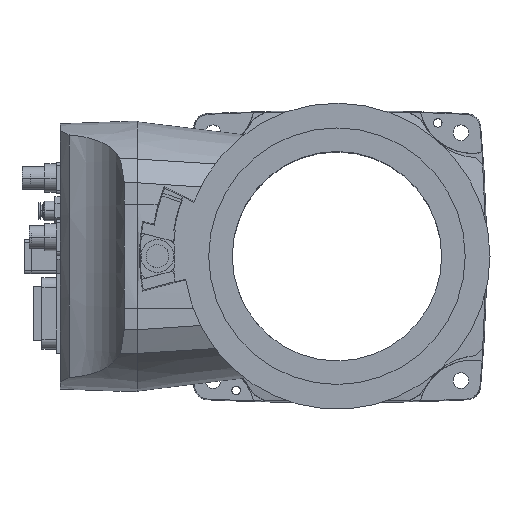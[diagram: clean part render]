
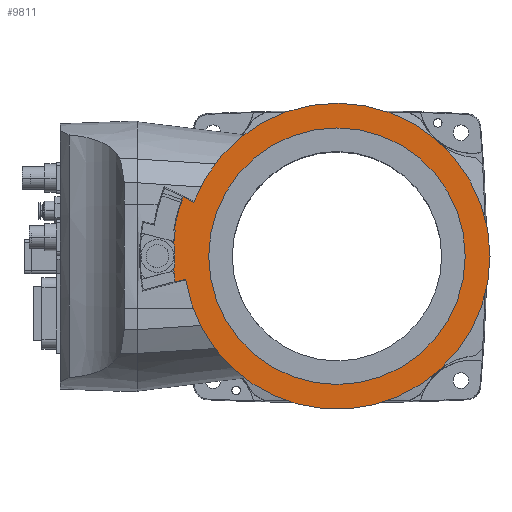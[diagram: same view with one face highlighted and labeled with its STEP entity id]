
A CAD part, top view. The second image highlights one B-rep face of the part: STEP entity #9811.
In plain terms, the highlighted planar face has unit normal (0, 0, 1).
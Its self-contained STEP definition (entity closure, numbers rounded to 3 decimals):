
#3102=CARTESIAN_POINT('',(0.,0.,
217.));
#3103=DIRECTION('',(0.,0.,1.));
#3104=DIRECTION('',(-0.989,-0.151,0.));
#3105=AXIS2_PLACEMENT_3D('',#3102,#3103,#3104);
#3107=DIRECTION('',(0.966,0.259,0.));
#3108=VECTOR('',#3107,7.667);
#3109=CARTESIAN_POINT('',(-113.554,-18.181,217.));
#3110=LINE('',#3109,#3108);
#3111=CARTESIAN_POINT('',(0.,0.,217.));
#3112=DIRECTION('',(0.,0.,1.));
#3113=DIRECTION('',(-0.987,0.158,0.));
#3114=AXIS2_PLACEMENT_3D('',#3111,#3112,#3113);
#3116=DIRECTION('',(0.966,-0.259,0.));
#3117=VECTOR('',#3116,0.619);
#3118=CARTESIAN_POINT('',(-114.152,18.341,217.));
#3119=LINE('',#3118,#3117);
#3120=CARTESIAN_POINT('',(0.,0.,217.));
#3121=DIRECTION('',(0.,0.,1.));
#3122=DIRECTION('',(-0.933,0.36,0.));
#3123=AXIS2_PLACEMENT_3D('',#3120,#3121,#3122);
#3125=DIRECTION('',(-0.891,0.454,0.));
#3126=VECTOR('',#3125,8.286);
#3127=CARTESIAN_POINT('',(-100.461,37.913,217.));
#3128=LINE('',#3127,#3126);
#3129=CARTESIAN_POINT('',(0.,0.,
217.));
#3130=DIRECTION('',(0.,0.,1.));
#3131=DIRECTION('',(1.,0.,0.));
#3132=AXIS2_PLACEMENT_3D('',#3129,#3130,#3131);
#3134=CARTESIAN_POINT('',(0.,0.,217.));
#3135=DIRECTION('',(0.,0.,-1.));
#3136=DIRECTION('',(-1.,0.,0.));
#3137=AXIS2_PLACEMENT_3D('',#3134,#3135,#3136);
#3139=CARTESIAN_POINT('',(0.,0.,217.));
#3140=DIRECTION('',(0.,0.,-1.));
#3141=DIRECTION('',(1.,0.,0.));
#3142=AXIS2_PLACEMENT_3D('',#3139,#3140,#3141);
#3149=CARTESIAN_POINT('',(-100.461,37.913,217.));
#3191=CARTESIAN_POINT('',(-107.844,41.674,217.));
#3271=CARTESIAN_POINT('',(-113.554,18.181,217.));
#5217=VERTEX_POINT('',#3149);
#5218=CARTESIAN_POINT('',(107.377,0.,217.));
#5219=VERTEX_POINT('',#5218);
#5220=CARTESIAN_POINT('',(-106.148,-16.197,
217.));
#5221=VERTEX_POINT('',#5220);
#5293=CARTESIAN_POINT('',(-113.554,-18.181,217.));
#5294=VERTEX_POINT('',#5293);
#5298=VERTEX_POINT('',#3191);
#5299=VERTEX_POINT('',#3271);
#5300=CARTESIAN_POINT('',(-114.152,18.341,217.));
#5301=VERTEX_POINT('',#5300);
#5722=CARTESIAN_POINT('',(-90.,0.,217.));
#5724=VERTEX_POINT('',#5722);
#5726=CARTESIAN_POINT('',(90.,0.,217.));
#5728=VERTEX_POINT('',#5726);
#9786=CARTESIAN_POINT('',(0.,115.,217.));
#9787=DIRECTION('',(0.,0.,-1.));
#9788=DIRECTION('',(-1.,0.,0.));
#9789=AXIS2_PLACEMENT_3D('',#9786,#9787,#9788);
#9790=PLANE('',#9789);
#9792=ORIENTED_EDGE('',*,*,#9791,.F.);
#9794=ORIENTED_EDGE('',*,*,#9793,.F.);
#9796=ORIENTED_EDGE('',*,*,#9795,.F.);
#9798=ORIENTED_EDGE('',*,*,#9797,.F.);
#9800=ORIENTED_EDGE('',*,*,#9799,.F.);
#9802=ORIENTED_EDGE('',*,*,#9801,.F.);
#9804=ORIENTED_EDGE('',*,*,#9803,.F.);
#9805=EDGE_LOOP('',(#9792,#9794,#9796,#9798,#9800,#9802,#9804));
#9806=FACE_OUTER_BOUND('',#9805,.F.);
#9807=ORIENTED_EDGE('',*,*,#9766,.F.);
#9808=ORIENTED_EDGE('',*,*,#9780,.F.);
#9809=EDGE_LOOP('',(#9807,#9808));
#9810=FACE_BOUND('',#9809,.F.);
#9811=ADVANCED_FACE('',(#9806,#9810),#9790,.F.);
#3106=CIRCLE('',#3105,107.377);
#3115=CIRCLE('',#3114,115.);
#3124=CIRCLE('',#3123,115.616);
#3133=CIRCLE('',#3132,107.377);
#3138=CIRCLE('',#3137,90.);
#3143=CIRCLE('',#3142,90.);
#9766=EDGE_CURVE('',#5724,#5728,#3138,.T.);
#9780=EDGE_CURVE('',#5728,#5724,#3143,.T.);
#9791=EDGE_CURVE('',#5221,#5219,#3106,.T.);
#9793=EDGE_CURVE('',#5294,#5221,#3110,.T.);
#9795=EDGE_CURVE('',#5299,#5294,#3115,.T.);
#9797=EDGE_CURVE('',#5301,#5299,#3119,.T.);
#9799=EDGE_CURVE('',#5298,#5301,#3124,.T.);
#9801=EDGE_CURVE('',#5217,#5298,#3128,.T.);
#9803=EDGE_CURVE('',#5219,#5217,#3133,.T.);
